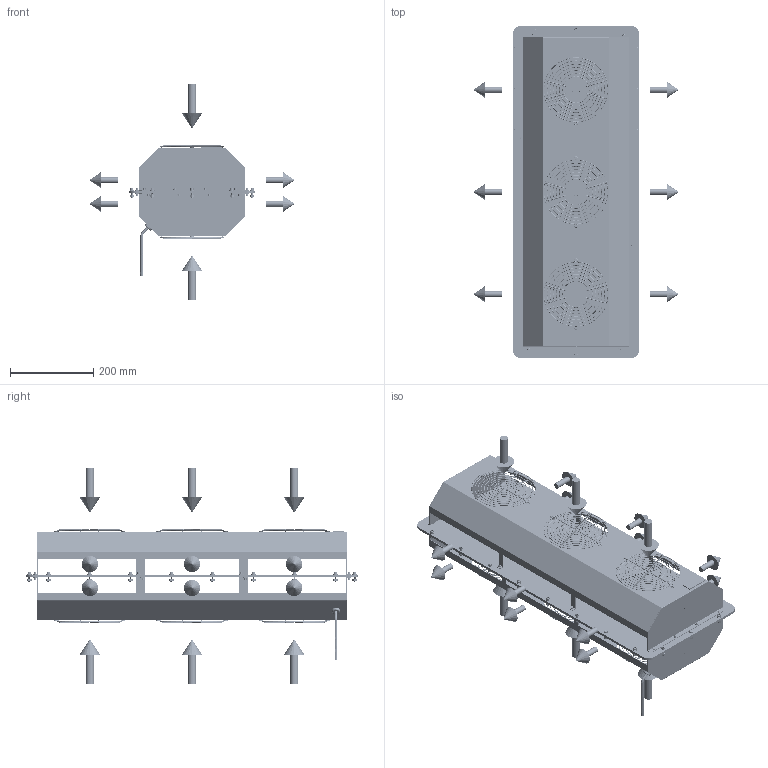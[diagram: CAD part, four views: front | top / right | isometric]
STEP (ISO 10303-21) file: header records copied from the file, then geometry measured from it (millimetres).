
FILE_DESCRIPTION (( 'STEP AP214' ), '1' );
FILE_NAME ('ACT-HSC-68 web.STEP', '2025-01-07T14:15:00', ( '' ), ( '' ), 'SwSTEP 2.0', 'SolidWorks 2023', '' );
FILE_SCHEMA (( 'AUTOMOTIVE_DESIGN' ));
Length unit declared in the file: inch
Products named in the file (1): ACT-HSC-68 web
Bounding box: 493.25 x 796.92 x 517.48 mm (x, y, z)
Volume: 2631718.4 mm3; surface area: 1787133.2 mm2
Topology: 244 solids, 244 shells, 7851 faces, 19334 edges, 11953 vertices
Faces by surface type: cylinder 4236, cone 1680, plane 1104, torus 636, bspline 195
Entity records: 427218 total; most frequent: CARTESIAN_POINT 156694, ORIENTED_EDGE 38500, DIRECTION 31112, EDGE_CURVE 19250, AXIS2_PLACEMENT_3D 12409, VERTEX_POINT 11953, EDGE_LOOP 8301, UNCERTAINTY_MEASURE_WITH_UNIT 8096
